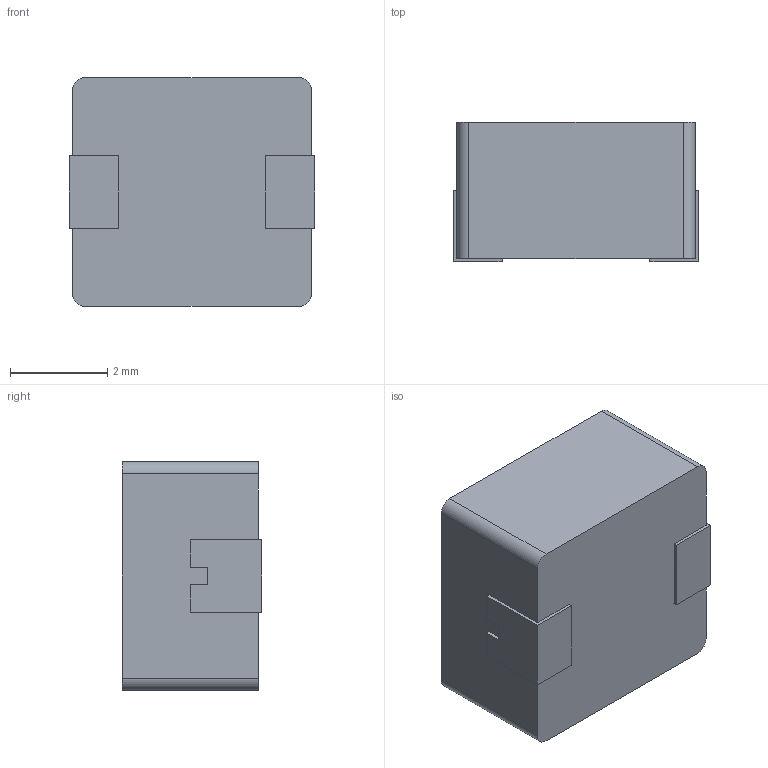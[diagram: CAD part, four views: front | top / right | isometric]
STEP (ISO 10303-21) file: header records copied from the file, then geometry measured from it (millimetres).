
FILE_DESCRIPTION (( 'STEP AP214' ), '1' );
FILE_NAME ('AMDLA4530S.STEP', '2019-07-16T10:06:59', ( '' ), ( '' ), 'SwSTEP 2.0', 'SolidWorks 2018', '' );
FILE_SCHEMA (( 'AUTOMOTIVE_DESIGN' ));
Length unit declared in the file: millimetre
Products named in the file (1): AMDLA4530S
Bounding box: 5.04 x 2.87 x 4.7 mm (x, y, z)
Volume: 64.8 mm3; surface area: 126.8 mm2
Topology: 3 solids, 3 shells, 185 faces, 492 edges, 328 vertices
Faces by surface type: plane 128, bspline 53, cylinder 4
Entity records: 10286 total; most frequent: CARTESIAN_POINT 4283, ORIENTED_EDGE 984, DIRECTION 660, EDGE_CURVE 492, VECTOR 378, LINE 378, VERTEX_POINT 328, EDGE_LOOP 200
